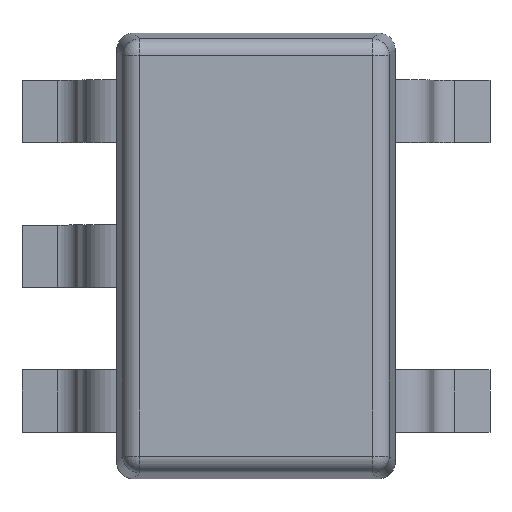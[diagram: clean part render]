
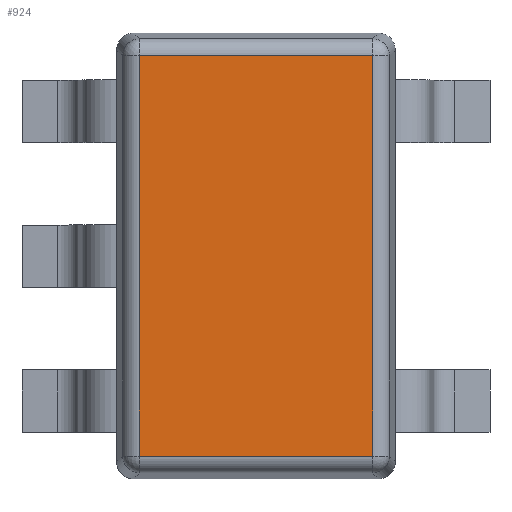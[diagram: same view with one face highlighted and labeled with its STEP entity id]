
A CAD part, top view. The second image highlights one B-rep face of the part: STEP entity #924.
In plain terms, the highlighted face is planar.
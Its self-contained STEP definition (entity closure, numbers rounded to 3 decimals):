
#28=DIRECTION('',(0.,0.,1.));
#29=VECTOR('',#28,1.046);
#30=CARTESIAN_POINT('',(-0.898,0.28,-0.523));
#31=LINE('',#30,#29);
#67=DIRECTION('',(1.,0.,0.));
#68=VECTOR('',#67,1.796);
#69=CARTESIAN_POINT('',(-0.898,0.28,0.523));
#70=LINE('',#69,#68);
#105=DIRECTION('',(0.,0.,-1.));
#106=VECTOR('',#105,1.046);
#107=CARTESIAN_POINT('',(0.898,0.28,0.523));
#108=LINE('',#107,#106);
#313=DIRECTION('',(-1.,0.,0.));
#314=VECTOR('',#313,1.796);
#315=CARTESIAN_POINT('',(0.898,0.28,-0.523));
#316=LINE('',#315,#314);
#797=CARTESIAN_POINT('',(0.898,0.28,0.523));
#798=CARTESIAN_POINT('',(0.898,0.28,-0.523));
#799=VERTEX_POINT('',#797);
#800=VERTEX_POINT('',#798);
#853=CARTESIAN_POINT('',(-0.898,0.28,0.523));
#854=VERTEX_POINT('',#853);
#857=CARTESIAN_POINT('',(-0.898,0.28,-0.523));
#858=VERTEX_POINT('',#857);
#909=CARTESIAN_POINT('',(0.,0.28,0.));
#910=DIRECTION('',(0.,1.,0.));
#911=DIRECTION('',(1.,0.,0.));
#912=AXIS2_PLACEMENT_3D('',#909,#910,#911);
#913=PLANE('',#912);
#915=ORIENTED_EDGE('',*,*,#914,.F.);
#917=ORIENTED_EDGE('',*,*,#916,.F.);
#919=ORIENTED_EDGE('',*,*,#918,.F.);
#921=ORIENTED_EDGE('',*,*,#920,.F.);
#922=EDGE_LOOP('',(#915,#917,#919,#921));
#923=FACE_OUTER_BOUND('',#922,.F.);
#914=EDGE_CURVE('',#858,#854,#31,.T.);
#916=EDGE_CURVE('',#800,#858,#316,.T.);
#918=EDGE_CURVE('',#799,#800,#108,.T.);
#920=EDGE_CURVE('',#854,#799,#70,.T.);
#924=ADVANCED_FACE('',(#923),#913,.T.);
